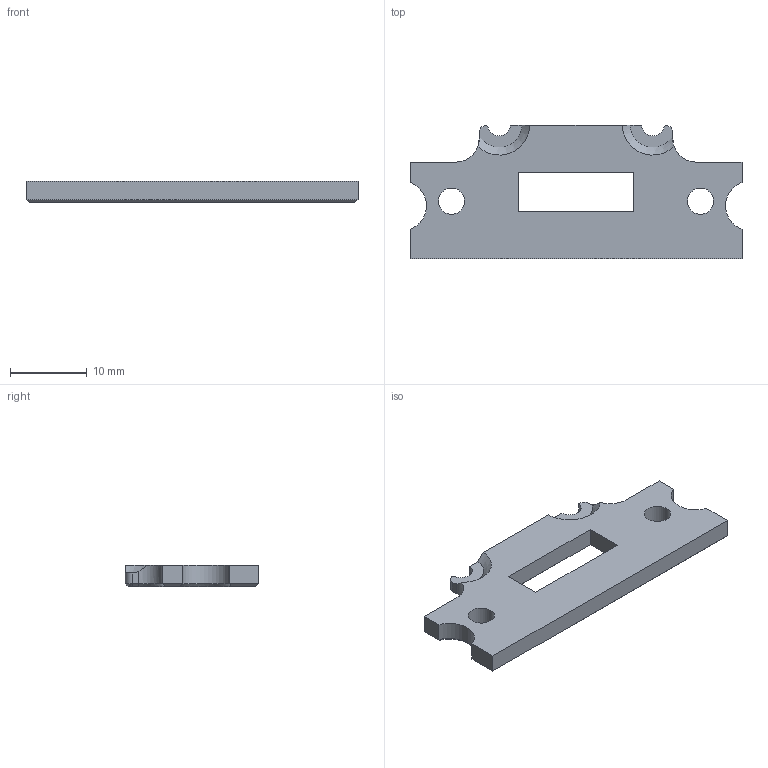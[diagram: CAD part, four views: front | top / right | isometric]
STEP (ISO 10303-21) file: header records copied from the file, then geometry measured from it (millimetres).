
FILE_DESCRIPTION (( 'STEP AP203' ), '1' );
FILE_NAME ('LGX_SB_Mount-r02f - 2.STEP', '2023-01-22T16:03:13', ( '' ), ( '' ), 'SwSTEP 2.0', 'SolidWorks 2022', '' );
FILE_SCHEMA (( 'CONFIG_CONTROL_DESIGN' ));
Length unit declared in the file: millimetre
Products named in the file (1): LGX_SB_Mount-r02f - 2
Bounding box: 43.2 x 17.4 x 2.8 mm (x, y, z)
Volume: 1497.1 mm3; surface area: 1565 mm2
Topology: 1 solids, 1 shells, 58 faces, 144 edges, 88 vertices
Faces by surface type: plane 36, cone 12, cylinder 10
Full cylindrical faces by diameter (mm): 3.4 x2
Entity records: 1759 total; most frequent: CARTESIAN_POINT 329, ORIENTED_EDGE 276, DIRECTION 276, EDGE_CURVE 138, AXIS2_PLACEMENT_3D 93, LINE 90, VECTOR 90, VERTEX_POINT 86
